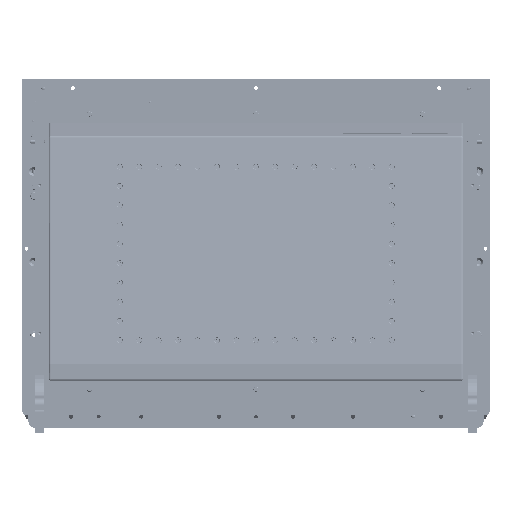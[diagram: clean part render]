
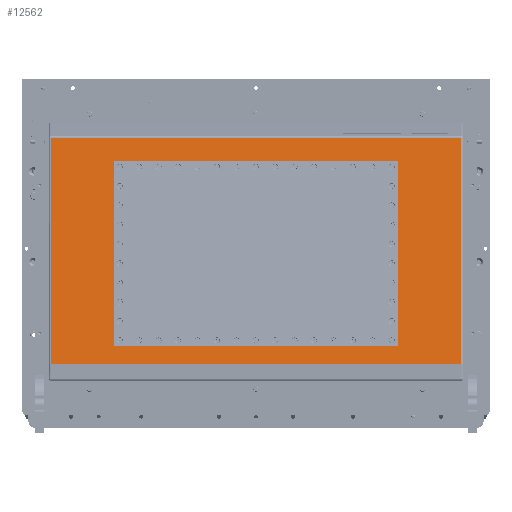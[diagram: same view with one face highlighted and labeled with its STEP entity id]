
A CAD part, front view. The second image highlights one B-rep face of the part: STEP entity #12562.
In plain terms, the highlighted planar face has unit normal (0, -0.993, 0.122).
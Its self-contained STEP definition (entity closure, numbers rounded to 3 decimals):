
#2511 = EDGE_LOOP ( 'NONE', ( #73208, #107345, #112843, #66951 ) ) ;
#3347 = VECTOR ( 'NONE', #127671, 1000. ) ;
#5484 = VERTEX_POINT ( 'NONE', #151534 ) ;
#6964 = CARTESIAN_POINT ( 'NONE',  ( 153.25, 2.281, -102.542 ) ) ;
#12562 = ADVANCED_FACE ( 'NONE', ( #84062, #108967 ), #121389, .F. ) ;
#16907 = CARTESIAN_POINT ( 'NONE',  ( -222., 32., 139.5 ) ) ;
#18491 = CARTESIAN_POINT ( 'NONE',  ( 224., 0., -121.119 ) ) ;
#18681 = VECTOR ( 'NONE', #26297, 1000. ) ;
#23974 = CARTESIAN_POINT ( 'NONE',  ( 153.25, 26.838, 97.456 ) ) ;
#26297 = DIRECTION ( 'NONE',  ( 0., -0.122, -0.993 ) ) ;
#27104 = EDGE_CURVE ( 'NONE', #115357, #115651, #50773, .T. ) ;
#30654 = DIRECTION ( 'NONE',  ( 0., -0.122, -0.993 ) ) ;
#37573 = ORIENTED_EDGE ( 'NONE', *, *, #101022, .F. ) ;
#38567 = CARTESIAN_POINT ( 'NONE',  ( -153.25, 26.838, 97.456 ) ) ;
#43302 = EDGE_CURVE ( 'NONE', #115651, #55049, #121803, .T. ) ;
#43399 = VERTEX_POINT ( 'NONE', #149857 ) ;
#45320 = CARTESIAN_POINT ( 'NONE',  ( 153.25, 2.281, -102.542 ) ) ;
#46269 = AXIS2_PLACEMENT_3D ( 'NONE', #131589, #108202, #62179 ) ;
#50773 = LINE ( 'NONE', #97512, #76529 ) ;
#54485 = EDGE_LOOP ( 'NONE', ( #37573, #62067, #123486, #83164 ) ) ;
#55049 = VERTEX_POINT ( 'NONE', #124746 ) ;
#59723 = VERTEX_POINT ( 'NONE', #38567 ) ;
#59752 = DIRECTION ( 'NONE',  ( -1., 0., 0. ) ) ;
#61826 = DIRECTION ( 'NONE',  ( -1., 0., 0. ) ) ;
#62067 = ORIENTED_EDGE ( 'NONE', *, *, #27104, .T. ) ;
#62179 = DIRECTION ( 'NONE',  ( 0., 0.122, 0.993 ) ) ;
#63175 = DIRECTION ( 'NONE',  ( 0., 0.122, 0.993 ) ) ;
#63349 = CARTESIAN_POINT ( 'NONE',  ( 224., 30.007, 123.267 ) ) ;
#65912 = CARTESIAN_POINT ( 'NONE',  ( 222., 30.007, 123.267 ) ) ;
#66951 = ORIENTED_EDGE ( 'NONE', *, *, #118257, .F. ) ;
#73208 = ORIENTED_EDGE ( 'NONE', *, *, #91819, .F. ) ;
#76129 = LINE ( 'NONE', #18491, #91915 ) ;
#76192 = VERTEX_POINT ( 'NONE', #119379 ) ;
#76529 = VECTOR ( 'NONE', #63175, 1000. ) ;
#78146 = CARTESIAN_POINT ( 'NONE',  ( -153.25, 2.281, -102.542 ) ) ;
#78654 = EDGE_CURVE ( 'NONE', #5484, #43399, #125358, .T. ) ;
#83164 = ORIENTED_EDGE ( 'NONE', *, *, #108378, .T. ) ;
#84062 = FACE_BOUND ( 'NONE', #2511, .T. ) ;
#86667 = CARTESIAN_POINT ( 'NONE',  ( 153.25, 26.838, 97.456 ) ) ;
#88556 = LINE ( 'NONE', #16907, #18681 ) ;
#91819 = EDGE_CURVE ( 'NONE', #147321, #59723, #105792, .T. ) ;
#91915 = VECTOR ( 'NONE', #111196, 1000. ) ;
#97512 = CARTESIAN_POINT ( 'NONE',  ( 222., 32., 139.5 ) ) ;
#101022 = EDGE_CURVE ( 'NONE', #115357, #76192, #76129, .T. ) ;
#105792 = LINE ( 'NONE', #23974, #150417 ) ;
#107345 = ORIENTED_EDGE ( 'NONE', *, *, #135526, .F. ) ;
#107544 = VECTOR ( 'NONE', #61826, 1000. ) ;
#108202 = DIRECTION ( 'NONE',  ( 0., 0.993, -0.122 ) ) ;
#108378 = EDGE_CURVE ( 'NONE', #55049, #76192, #88556, .T. ) ;
#108967 = FACE_OUTER_BOUND ( 'NONE', #54485, .T. ) ;
#111196 = DIRECTION ( 'NONE',  ( -1., 0., 0. ) ) ;
#112843 = ORIENTED_EDGE ( 'NONE', *, *, #78654, .F. ) ;
#115357 = VERTEX_POINT ( 'NONE', #147431 ) ;
#115651 = VERTEX_POINT ( 'NONE', #65912 ) ;
#118257 = EDGE_CURVE ( 'NONE', #59723, #5484, #136627, .T. ) ;
#119379 = CARTESIAN_POINT ( 'NONE',  ( -222., 0., -121.119 ) ) ;
#121389 = PLANE ( 'NONE',  #46269 ) ;
#121803 = LINE ( 'NONE', #63349, #107544 ) ;
#123486 = ORIENTED_EDGE ( 'NONE', *, *, #43302, .T. ) ;
#124746 = CARTESIAN_POINT ( 'NONE',  ( -222., 30.007, 123.267 ) ) ;
#125358 = LINE ( 'NONE', #6964, #3347 ) ;
#127671 = DIRECTION ( 'NONE',  ( 1., 0., 0. ) ) ;
#131589 = CARTESIAN_POINT ( 'NONE',  ( 224., 32., 139.5 ) ) ;
#135526 = EDGE_CURVE ( 'NONE', #43399, #147321, #152070, .T. ) ;
#136627 = LINE ( 'NONE', #78146, #150815 ) ;
#141128 = DIRECTION ( 'NONE',  ( 0., 0.122, 0.993 ) ) ;
#147321 = VERTEX_POINT ( 'NONE', #86667 ) ;
#147431 = CARTESIAN_POINT ( 'NONE',  ( 222., 0., -121.119 ) ) ;
#149857 = CARTESIAN_POINT ( 'NONE',  ( 153.25, 2.281, -102.542 ) ) ;
#150176 = VECTOR ( 'NONE', #141128, 1000. ) ;
#150417 = VECTOR ( 'NONE', #59752, 1000. ) ;
#150815 = VECTOR ( 'NONE', #30654, 1000. ) ;
#151534 = CARTESIAN_POINT ( 'NONE',  ( -153.25, 2.281, -102.542 ) ) ;
#152070 = LINE ( 'NONE', #45320, #150176 ) ;
